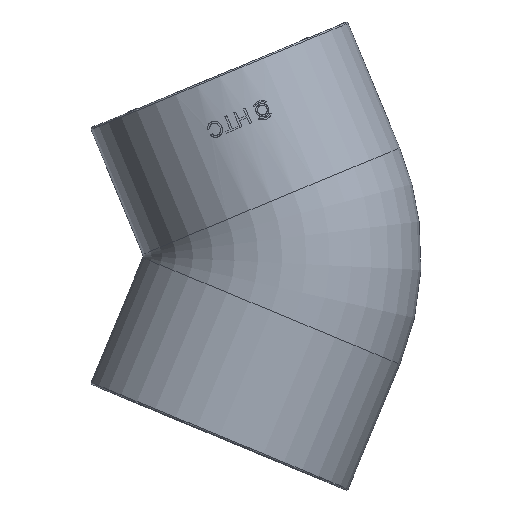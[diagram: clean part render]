
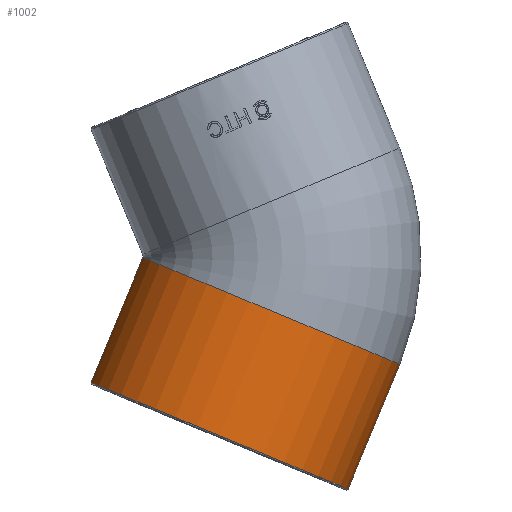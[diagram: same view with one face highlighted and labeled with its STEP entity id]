
A CAD part, top view. The second image highlights one B-rep face of the part: STEP entity #1002.
In plain terms, the highlighted cylindrical face has radius 70.363 mm (diameter 140.725 mm), a full revolution.
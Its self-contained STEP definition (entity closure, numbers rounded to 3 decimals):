
#1002=ADVANCED_FACE('',(#3173,#3174),#1492,.T.);
#1492=CYLINDRICAL_SURFACE('',#9468,70.363);
#3033=CIRCLE('',#9465,70.363);
#3034=CIRCLE('',#9467,70.363);
#3173=FACE_BOUND('',#3272,.T.);
#3174=FACE_BOUND('',#3273,.T.);
#3272=EDGE_LOOP('',(#4263));
#3273=EDGE_LOOP('',(#4264));
#4263=ORIENTED_EDGE('',*,*,#7785,.T.);
#4264=ORIENTED_EDGE('',*,*,#7786,.F.);
#6909=VERTEX_POINT('',#14675);
#6910=VERTEX_POINT('',#14678);
#7785=EDGE_CURVE('',#6910,#6910,#3033,.T.);
#7786=EDGE_CURVE('',#6909,#6909,#3034,.T.);
#9465=AXIS2_PLACEMENT_3D('',#14677,#10276,#10277);
#9467=AXIS2_PLACEMENT_3D('',#14680,#10280,#10281);
#9468=AXIS2_PLACEMENT_3D('',#14681,#10282,#10283);
#10276=DIRECTION('',(-0.383,-0.924,0.));
#10277=DIRECTION('',(-0.924,0.383,0.));
#10280=DIRECTION('',(-0.383,-0.924,0.));
#10281=DIRECTION('',(-0.924,0.383,0.));
#10282=DIRECTION('',(0.383,0.924,0.));
#10283=DIRECTION('',(-0.924,0.383,0.));
#14675=CARTESIAN_POINT('',(2481.719,1035.343,0.));
#14677=CARTESIAN_POINT('',(2572.885,1071.573,0.));
#14678=CARTESIAN_POINT('',(2507.879,1098.499,0.));
#14680=CARTESIAN_POINT('',(2546.725,1008.417,0.));
#14681=CARTESIAN_POINT('',(2584.384,1099.333,0.));
